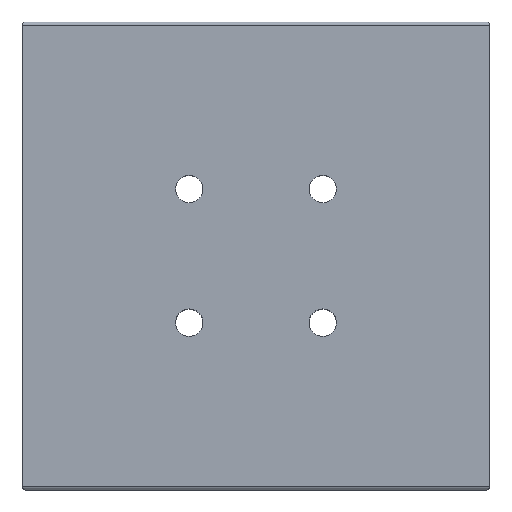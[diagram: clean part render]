
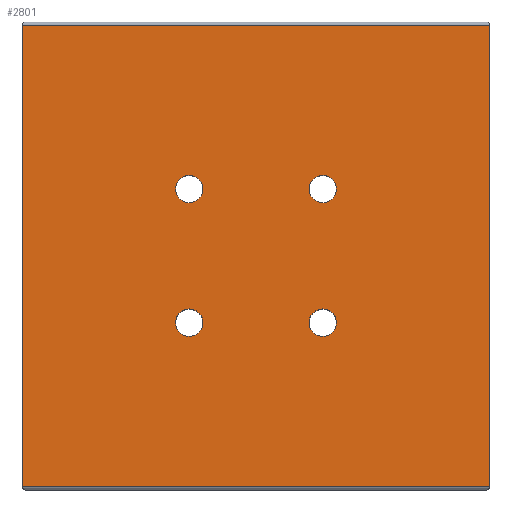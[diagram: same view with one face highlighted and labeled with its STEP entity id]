
A CAD part, top view. The second image highlights one B-rep face of the part: STEP entity #2801.
In plain terms, the highlighted planar face has unit normal (0, 0, 1).
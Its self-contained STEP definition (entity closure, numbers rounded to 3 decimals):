
#523 = PLANE('',#524);
#524 = AXIS2_PLACEMENT_3D('',#525,#526,#527);
#525 = CARTESIAN_POINT('',(35.,35.,0.));
#526 = DIRECTION('',(1.,0.,0.));
#527 = DIRECTION('',(0.,-1.,0.));
#749 = PLANE('',#750);
#750 = AXIS2_PLACEMENT_3D('',#751,#752,#753);
#751 = CARTESIAN_POINT('',(-35.,-35.,0.));
#752 = DIRECTION('',(-1.,0.,0.));
#753 = DIRECTION('',(0.,1.,0.));
#1798 = EDGE_CURVE('',#1799,#1801,#1803,.T.);
#1799 = VERTEX_POINT('',#1800);
#1800 = CARTESIAN_POINT('',(35.,34.5,28.));
#1801 = VERTEX_POINT('',#1802);
#1802 = CARTESIAN_POINT('',(35.,-34.5,28.));
#1803 = SURFACE_CURVE('',#1804,(#1808,#1815),.PCURVE_S1.);
#1804 = LINE('',#1805,#1806);
#1805 = CARTESIAN_POINT('',(35.,35.,28.));
#1806 = VECTOR('',#1807,1.);
#1807 = DIRECTION('',(0.,-1.,0.));
#1808 = PCURVE('',#523,#1809);
#1809 = DEFINITIONAL_REPRESENTATION('',(#1810),#1814);
#1810 = LINE('',#1811,#1812);
#1811 = CARTESIAN_POINT('',(0.,-28.));
#1812 = VECTOR('',#1813,1.);
#1813 = DIRECTION('',(1.,0.));
#1814 = ( GEOMETRIC_REPRESENTATION_CONTEXT(2) 
PARAMETRIC_REPRESENTATION_CONTEXT() REPRESENTATION_CONTEXT('2D SPACE',''
  ) );
#1815 = PCURVE('',#1816,#1821);
#1816 = PLANE('',#1817);
#1817 = AXIS2_PLACEMENT_3D('',#1818,#1819,#1820);
#1818 = CARTESIAN_POINT('',(0.,0.,28.));
#1819 = DIRECTION('',(0.,0.,1.));
#1820 = DIRECTION('',(1.,0.,0.));
#1821 = DEFINITIONAL_REPRESENTATION('',(#1822),#1826);
#1822 = LINE('',#1823,#1824);
#1823 = CARTESIAN_POINT('',(35.,35.));
#1824 = VECTOR('',#1825,1.);
#1825 = DIRECTION('',(0.,-1.));
#1826 = ( GEOMETRIC_REPRESENTATION_CONTEXT(2) 
PARAMETRIC_REPRESENTATION_CONTEXT() REPRESENTATION_CONTEXT('2D SPACE',''
  ) );
#1975 = CYLINDRICAL_SURFACE('',#1976,0.5);
#1976 = AXIS2_PLACEMENT_3D('',#1977,#1978,#1979);
#1977 = CARTESIAN_POINT('',(-35.,34.5,27.5));
#1978 = DIRECTION('',(1.,0.,0.));
#1979 = DIRECTION('',(0.,0.,1.));
#2190 = CYLINDRICAL_SURFACE('',#2191,0.5);
#2191 = AXIS2_PLACEMENT_3D('',#2192,#2193,#2194);
#2192 = CARTESIAN_POINT('',(35.,-34.5,27.5));
#2193 = DIRECTION('',(-1.,0.,0.));
#2194 = DIRECTION('',(0.,-1.,0.));
#2288 = EDGE_CURVE('',#2289,#2291,#2293,.T.);
#2289 = VERTEX_POINT('',#2290);
#2290 = CARTESIAN_POINT('',(-35.,-34.5,28.));
#2291 = VERTEX_POINT('',#2292);
#2292 = CARTESIAN_POINT('',(-35.,34.5,28.));
#2293 = SURFACE_CURVE('',#2294,(#2298,#2305),.PCURVE_S1.);
#2294 = LINE('',#2295,#2296);
#2295 = CARTESIAN_POINT('',(-35.,-35.,28.));
#2296 = VECTOR('',#2297,1.);
#2297 = DIRECTION('',(0.,1.,0.));
#2298 = PCURVE('',#749,#2299);
#2299 = DEFINITIONAL_REPRESENTATION('',(#2300),#2304);
#2300 = LINE('',#2301,#2302);
#2301 = CARTESIAN_POINT('',(0.,-28.));
#2302 = VECTOR('',#2303,1.);
#2303 = DIRECTION('',(1.,0.));
#2304 = ( GEOMETRIC_REPRESENTATION_CONTEXT(2) 
PARAMETRIC_REPRESENTATION_CONTEXT() REPRESENTATION_CONTEXT('2D SPACE',''
  ) );
#2305 = PCURVE('',#1816,#2306);
#2306 = DEFINITIONAL_REPRESENTATION('',(#2307),#2311);
#2307 = LINE('',#2308,#2309);
#2308 = CARTESIAN_POINT('',(-35.,-35.));
#2309 = VECTOR('',#2310,1.);
#2310 = DIRECTION('',(0.,1.));
#2311 = ( GEOMETRIC_REPRESENTATION_CONTEXT(2) 
PARAMETRIC_REPRESENTATION_CONTEXT() REPRESENTATION_CONTEXT('2D SPACE',''
  ) );
#2714 = CYLINDRICAL_SURFACE('',#2715,2.05);
#2715 = AXIS2_PLACEMENT_3D('',#2716,#2717,#2718);
#2716 = CARTESIAN_POINT('',(10.,10.,28.));
#2717 = DIRECTION('',(0.,0.,1.));
#2718 = DIRECTION('',(1.,0.,0.));
#2801 = ADVANCED_FACE('',(#2802,#2848,#2879,#2910,#2941),#1816,.T.);
#2802 = FACE_BOUND('',#2803,.T.);
#2803 = EDGE_LOOP('',(#2804,#2805,#2826,#2827));
#2804 = ORIENTED_EDGE('',*,*,#2288,.F.);
#2805 = ORIENTED_EDGE('',*,*,#2806,.F.);
#2806 = EDGE_CURVE('',#1801,#2289,#2807,.T.);
#2807 = SURFACE_CURVE('',#2808,(#2812,#2819),.PCURVE_S1.);
#2808 = LINE('',#2809,#2810);
#2809 = CARTESIAN_POINT('',(35.,-34.5,28.));
#2810 = VECTOR('',#2811,1.);
#2811 = DIRECTION('',(-1.,0.,0.));
#2812 = PCURVE('',#1816,#2813);
#2813 = DEFINITIONAL_REPRESENTATION('',(#2814),#2818);
#2814 = LINE('',#2815,#2816);
#2815 = CARTESIAN_POINT('',(35.,-34.5));
#2816 = VECTOR('',#2817,1.);
#2817 = DIRECTION('',(-1.,0.));
#2818 = ( GEOMETRIC_REPRESENTATION_CONTEXT(2) 
PARAMETRIC_REPRESENTATION_CONTEXT() REPRESENTATION_CONTEXT('2D SPACE',''
  ) );
#2819 = PCURVE('',#2190,#2820);
#2820 = DEFINITIONAL_REPRESENTATION('',(#2821),#2825);
#2821 = LINE('',#2822,#2823);
#2822 = CARTESIAN_POINT('',(1.571,0.));
#2823 = VECTOR('',#2824,1.);
#2824 = DIRECTION('',(0.,1.));
#2825 = ( GEOMETRIC_REPRESENTATION_CONTEXT(2) 
PARAMETRIC_REPRESENTATION_CONTEXT() REPRESENTATION_CONTEXT('2D SPACE',''
  ) );
#2826 = ORIENTED_EDGE('',*,*,#1798,.F.);
#2827 = ORIENTED_EDGE('',*,*,#2828,.F.);
#2828 = EDGE_CURVE('',#2291,#1799,#2829,.T.);
#2829 = SURFACE_CURVE('',#2830,(#2834,#2841),.PCURVE_S1.);
#2830 = LINE('',#2831,#2832);
#2831 = CARTESIAN_POINT('',(-35.,34.5,28.));
#2832 = VECTOR('',#2833,1.);
#2833 = DIRECTION('',(1.,0.,0.));
#2834 = PCURVE('',#1816,#2835);
#2835 = DEFINITIONAL_REPRESENTATION('',(#2836),#2840);
#2836 = LINE('',#2837,#2838);
#2837 = CARTESIAN_POINT('',(-35.,34.5));
#2838 = VECTOR('',#2839,1.);
#2839 = DIRECTION('',(1.,0.));
#2840 = ( GEOMETRIC_REPRESENTATION_CONTEXT(2) 
PARAMETRIC_REPRESENTATION_CONTEXT() REPRESENTATION_CONTEXT('2D SPACE',''
  ) );
#2841 = PCURVE('',#1975,#2842);
#2842 = DEFINITIONAL_REPRESENTATION('',(#2843),#2847);
#2843 = LINE('',#2844,#2845);
#2844 = CARTESIAN_POINT('',(-0.,0.));
#2845 = VECTOR('',#2846,1.);
#2846 = DIRECTION('',(-0.,1.));
#2847 = ( GEOMETRIC_REPRESENTATION_CONTEXT(2) 
PARAMETRIC_REPRESENTATION_CONTEXT() REPRESENTATION_CONTEXT('2D SPACE',''
  ) );
#2848 = FACE_BOUND('',#2849,.T.);
#2849 = EDGE_LOOP('',(#2850));
#2850 = ORIENTED_EDGE('',*,*,#2851,.F.);
#2851 = EDGE_CURVE('',#2852,#2852,#2854,.T.);
#2852 = VERTEX_POINT('',#2853);
#2853 = CARTESIAN_POINT('',(-7.95,-10.,28.));
#2854 = SURFACE_CURVE('',#2855,(#2860,#2867),.PCURVE_S1.);
#2855 = CIRCLE('',#2856,2.05);
#2856 = AXIS2_PLACEMENT_3D('',#2857,#2858,#2859);
#2857 = CARTESIAN_POINT('',(-10.,-10.,28.));
#2858 = DIRECTION('',(0.,0.,1.));
#2859 = DIRECTION('',(1.,0.,0.));
#2860 = PCURVE('',#1816,#2861);
#2861 = DEFINITIONAL_REPRESENTATION('',(#2862),#2866);
#2862 = CIRCLE('',#2863,2.05);
#2863 = AXIS2_PLACEMENT_2D('',#2864,#2865);
#2864 = CARTESIAN_POINT('',(-10.,-10.));
#2865 = DIRECTION('',(1.,0.));
#2866 = ( GEOMETRIC_REPRESENTATION_CONTEXT(2) 
PARAMETRIC_REPRESENTATION_CONTEXT() REPRESENTATION_CONTEXT('2D SPACE',''
  ) );
#2867 = PCURVE('',#2868,#2873);
#2868 = CYLINDRICAL_SURFACE('',#2869,2.05);
#2869 = AXIS2_PLACEMENT_3D('',#2870,#2871,#2872);
#2870 = CARTESIAN_POINT('',(-10.,-10.,28.));
#2871 = DIRECTION('',(0.,0.,1.));
#2872 = DIRECTION('',(1.,0.,0.));
#2873 = DEFINITIONAL_REPRESENTATION('',(#2874),#2878);
#2874 = LINE('',#2875,#2876);
#2875 = CARTESIAN_POINT('',(0.,0.));
#2876 = VECTOR('',#2877,1.);
#2877 = DIRECTION('',(1.,0.));
#2878 = ( GEOMETRIC_REPRESENTATION_CONTEXT(2) 
PARAMETRIC_REPRESENTATION_CONTEXT() REPRESENTATION_CONTEXT('2D SPACE',''
  ) );
#2879 = FACE_BOUND('',#2880,.T.);
#2880 = EDGE_LOOP('',(#2881));
#2881 = ORIENTED_EDGE('',*,*,#2882,.F.);
#2882 = EDGE_CURVE('',#2883,#2883,#2885,.T.);
#2883 = VERTEX_POINT('',#2884);
#2884 = CARTESIAN_POINT('',(12.05,-10.,28.));
#2885 = SURFACE_CURVE('',#2886,(#2891,#2898),.PCURVE_S1.);
#2886 = CIRCLE('',#2887,2.05);
#2887 = AXIS2_PLACEMENT_3D('',#2888,#2889,#2890);
#2888 = CARTESIAN_POINT('',(10.,-10.,28.));
#2889 = DIRECTION('',(0.,0.,1.));
#2890 = DIRECTION('',(1.,0.,0.));
#2891 = PCURVE('',#1816,#2892);
#2892 = DEFINITIONAL_REPRESENTATION('',(#2893),#2897);
#2893 = CIRCLE('',#2894,2.05);
#2894 = AXIS2_PLACEMENT_2D('',#2895,#2896);
#2895 = CARTESIAN_POINT('',(10.,-10.));
#2896 = DIRECTION('',(1.,0.));
#2897 = ( GEOMETRIC_REPRESENTATION_CONTEXT(2) 
PARAMETRIC_REPRESENTATION_CONTEXT() REPRESENTATION_CONTEXT('2D SPACE',''
  ) );
#2898 = PCURVE('',#2899,#2904);
#2899 = CYLINDRICAL_SURFACE('',#2900,2.05);
#2900 = AXIS2_PLACEMENT_3D('',#2901,#2902,#2903);
#2901 = CARTESIAN_POINT('',(10.,-10.,28.));
#2902 = DIRECTION('',(0.,0.,1.));
#2903 = DIRECTION('',(1.,0.,0.));
#2904 = DEFINITIONAL_REPRESENTATION('',(#2905),#2909);
#2905 = LINE('',#2906,#2907);
#2906 = CARTESIAN_POINT('',(0.,0.));
#2907 = VECTOR('',#2908,1.);
#2908 = DIRECTION('',(1.,0.));
#2909 = ( GEOMETRIC_REPRESENTATION_CONTEXT(2) 
PARAMETRIC_REPRESENTATION_CONTEXT() REPRESENTATION_CONTEXT('2D SPACE',''
  ) );
#2910 = FACE_BOUND('',#2911,.T.);
#2911 = EDGE_LOOP('',(#2912));
#2912 = ORIENTED_EDGE('',*,*,#2913,.F.);
#2913 = EDGE_CURVE('',#2914,#2914,#2916,.T.);
#2914 = VERTEX_POINT('',#2915);
#2915 = CARTESIAN_POINT('',(-7.95,10.,28.));
#2916 = SURFACE_CURVE('',#2917,(#2922,#2929),.PCURVE_S1.);
#2917 = CIRCLE('',#2918,2.05);
#2918 = AXIS2_PLACEMENT_3D('',#2919,#2920,#2921);
#2919 = CARTESIAN_POINT('',(-10.,10.,28.));
#2920 = DIRECTION('',(0.,0.,1.));
#2921 = DIRECTION('',(1.,0.,0.));
#2922 = PCURVE('',#1816,#2923);
#2923 = DEFINITIONAL_REPRESENTATION('',(#2924),#2928);
#2924 = CIRCLE('',#2925,2.05);
#2925 = AXIS2_PLACEMENT_2D('',#2926,#2927);
#2926 = CARTESIAN_POINT('',(-10.,10.));
#2927 = DIRECTION('',(1.,0.));
#2928 = ( GEOMETRIC_REPRESENTATION_CONTEXT(2) 
PARAMETRIC_REPRESENTATION_CONTEXT() REPRESENTATION_CONTEXT('2D SPACE',''
  ) );
#2929 = PCURVE('',#2930,#2935);
#2930 = CYLINDRICAL_SURFACE('',#2931,2.05);
#2931 = AXIS2_PLACEMENT_3D('',#2932,#2933,#2934);
#2932 = CARTESIAN_POINT('',(-10.,10.,28.));
#2933 = DIRECTION('',(0.,0.,1.));
#2934 = DIRECTION('',(1.,0.,0.));
#2935 = DEFINITIONAL_REPRESENTATION('',(#2936),#2940);
#2936 = LINE('',#2937,#2938);
#2937 = CARTESIAN_POINT('',(0.,0.));
#2938 = VECTOR('',#2939,1.);
#2939 = DIRECTION('',(1.,0.));
#2940 = ( GEOMETRIC_REPRESENTATION_CONTEXT(2) 
PARAMETRIC_REPRESENTATION_CONTEXT() REPRESENTATION_CONTEXT('2D SPACE',''
  ) );
#2941 = FACE_BOUND('',#2942,.T.);
#2942 = EDGE_LOOP('',(#2943));
#2943 = ORIENTED_EDGE('',*,*,#2944,.F.);
#2944 = EDGE_CURVE('',#2945,#2945,#2947,.T.);
#2945 = VERTEX_POINT('',#2946);
#2946 = CARTESIAN_POINT('',(12.05,10.,28.));
#2947 = SURFACE_CURVE('',#2948,(#2953,#2960),.PCURVE_S1.);
#2948 = CIRCLE('',#2949,2.05);
#2949 = AXIS2_PLACEMENT_3D('',#2950,#2951,#2952);
#2950 = CARTESIAN_POINT('',(10.,10.,28.));
#2951 = DIRECTION('',(0.,0.,1.));
#2952 = DIRECTION('',(1.,0.,0.));
#2953 = PCURVE('',#1816,#2954);
#2954 = DEFINITIONAL_REPRESENTATION('',(#2955),#2959);
#2955 = CIRCLE('',#2956,2.05);
#2956 = AXIS2_PLACEMENT_2D('',#2957,#2958);
#2957 = CARTESIAN_POINT('',(10.,10.));
#2958 = DIRECTION('',(1.,0.));
#2959 = ( GEOMETRIC_REPRESENTATION_CONTEXT(2) 
PARAMETRIC_REPRESENTATION_CONTEXT() REPRESENTATION_CONTEXT('2D SPACE',''
  ) );
#2960 = PCURVE('',#2714,#2961);
#2961 = DEFINITIONAL_REPRESENTATION('',(#2962),#2966);
#2962 = LINE('',#2963,#2964);
#2963 = CARTESIAN_POINT('',(0.,0.));
#2964 = VECTOR('',#2965,1.);
#2965 = DIRECTION('',(1.,0.));
#2966 = ( GEOMETRIC_REPRESENTATION_CONTEXT(2) 
PARAMETRIC_REPRESENTATION_CONTEXT() REPRESENTATION_CONTEXT('2D SPACE',''
  ) );
